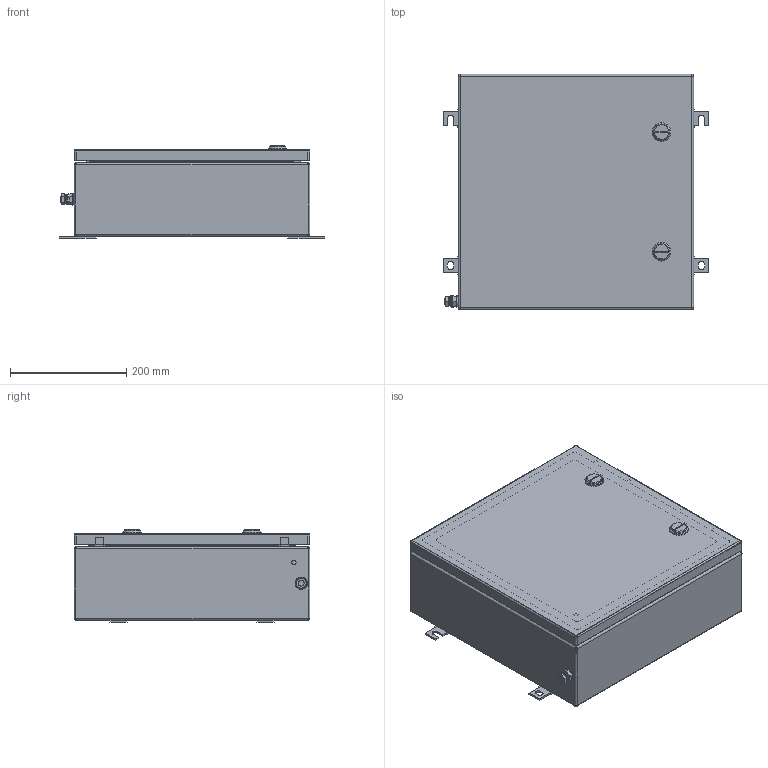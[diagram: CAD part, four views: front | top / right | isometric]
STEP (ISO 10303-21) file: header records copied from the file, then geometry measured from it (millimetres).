
FILE_DESCRIPTION(('CATIA V5 STEP Exchange','CAx-IF Rec.Pracs.--- Model Styling and Organization---1.4--- 2014-01-23'),'2;1');
FILE_NAME ('1530538-3_0_8000109893_8000109893_KTB_QL_404015_S4E0_LD.stp','2023-05-02T06:30:30+00:00',('none'),('Weidmueller'),'CATIA Version 5-6 Release 2016 SP3 HF44','CATIA V5 STEP AP214','none');
FILE_SCHEMA(('AUTOMOTIVE_DESIGN { 1 0 10303 214 1 1 1 1 }'));
Length unit declared in the file: millimetre
Products named in the file (1): 8000109893 KTB QL 404015 S4E0
Bounding box: 457 x 406 x 159.8 mm (x, y, z)
Volume: 1109260 mm3; surface area: 1382984.8 mm2
Topology: 50 solids, 52 shells, 1111 faces, 2658 edges, 1664 vertices
Faces by surface type: plane 503, cylinder 456, cone 100, bspline 28, torus 16, sphere 8
Entity records: 34548 total; most frequent: CARTESIAN_POINT 9984, ORIENTED_EDGE 5220, DIRECTION 4353, EDGE_CURVE 2610, AXIS2_PLACEMENT_3D 1776, VERTEX_POINT 1664, VECTOR 1502, LINE 1502
